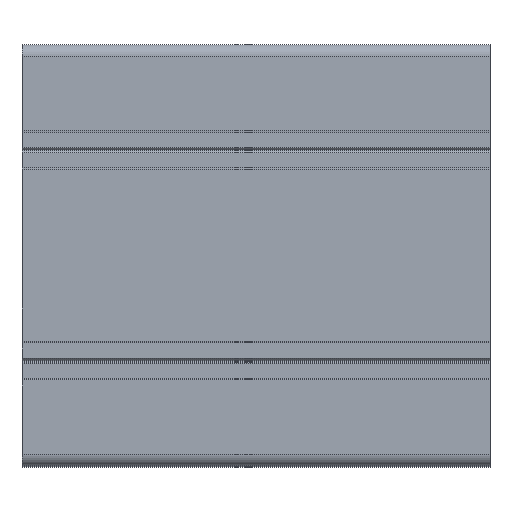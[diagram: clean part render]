
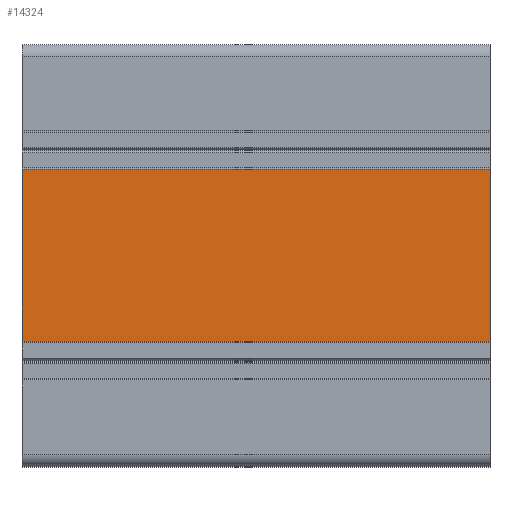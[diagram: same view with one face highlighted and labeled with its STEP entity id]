
A CAD part, top view. The second image highlights one B-rep face of the part: STEP entity #14324.
In plain terms, the highlighted planar face has unit normal (0, 0, 1).
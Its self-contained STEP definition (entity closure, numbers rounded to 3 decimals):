
#114 = ORIENTED_EDGE ( 'NONE', *, *, #6521, .T. ) ;
#115 = LINE ( 'NONE', #8602, #4419 ) ;
#700 = LINE ( 'NONE', #5269, #12177 ) ;
#861 = EDGE_CURVE ( 'NONE', #5457, #1368, #115, .T. ) ;
#991 = VERTEX_POINT ( 'NONE', #5118 ) ;
#1267 = DIRECTION ( 'NONE',  ( -1., 0., 0. ) ) ;
#1368 = VERTEX_POINT ( 'NONE', #1526 ) ;
#1526 = CARTESIAN_POINT ( 'NONE',  ( 59.184, 36.548, 90. ) ) ;
#1916 = CARTESIAN_POINT ( 'NONE',  ( -40.816, 73.248, 90. ) ) ;
#2089 = LINE ( 'NONE', #3790, #8164 ) ;
#2898 = FACE_OUTER_BOUND ( 'NONE', #9912, .T. ) ;
#3116 = ORIENTED_EDGE ( 'NONE', *, *, #13929, .F. ) ;
#3326 = VERTEX_POINT ( 'NONE', #1916 ) ;
#3790 = CARTESIAN_POINT ( 'NONE',  ( 59.184, 73.248, 90. ) ) ;
#4419 = VECTOR ( 'NONE', #12061, 1000. ) ;
#4586 = CARTESIAN_POINT ( 'NONE',  ( 59.184, 73.248, 90. ) ) ;
#4916 = EDGE_CURVE ( 'NONE', #3326, #991, #700, .T. ) ;
#5021 = DIRECTION ( 'NONE',  ( 0., 0., -1. ) ) ;
#5118 = CARTESIAN_POINT ( 'NONE',  ( -40.816, 36.548, 90. ) ) ;
#5269 = CARTESIAN_POINT ( 'NONE',  ( -40.816, 36.548, 90. ) ) ;
#5457 = VERTEX_POINT ( 'NONE', #4586 ) ;
#6151 = PLANE ( 'NONE',  #13345 ) ;
#6373 = DIRECTION ( 'NONE',  ( 0., -1., 0. ) ) ;
#6521 = EDGE_CURVE ( 'NONE', #5457, #3326, #2089, .T. ) ;
#8164 = VECTOR ( 'NONE', #1267, 1000. ) ;
#8602 = CARTESIAN_POINT ( 'NONE',  ( 59.184, 36.548, 90. ) ) ;
#8848 = CARTESIAN_POINT ( 'NONE',  ( 59.184, 36.548, 90. ) ) ;
#9912 = EDGE_LOOP ( 'NONE', ( #11095, #3116, #14043, #114 ) ) ;
#10850 = DIRECTION ( 'NONE',  ( -1., 0., 0. ) ) ;
#11095 = ORIENTED_EDGE ( 'NONE', *, *, #4916, .T. ) ;
#11134 = VECTOR ( 'NONE', #14640, 1000. ) ;
#12061 = DIRECTION ( 'NONE',  ( 0., -1., 0. ) ) ;
#12177 = VECTOR ( 'NONE', #6373, 1000. ) ;
#12223 = LINE ( 'NONE', #8848, #11134 ) ;
#13345 = AXIS2_PLACEMENT_3D ( 'NONE', #14381, #5021, #10850 ) ;
#13929 = EDGE_CURVE ( 'NONE', #1368, #991, #12223, .T. ) ;
#14043 = ORIENTED_EDGE ( 'NONE', *, *, #861, .F. ) ;
#14324 = ADVANCED_FACE ( 'NONE', ( #2898 ), #6151, .F. ) ;
#14381 = CARTESIAN_POINT ( 'NONE',  ( 59.184, 36.548, 90. ) ) ;
#14640 = DIRECTION ( 'NONE',  ( -1., 0., 0. ) ) ;
